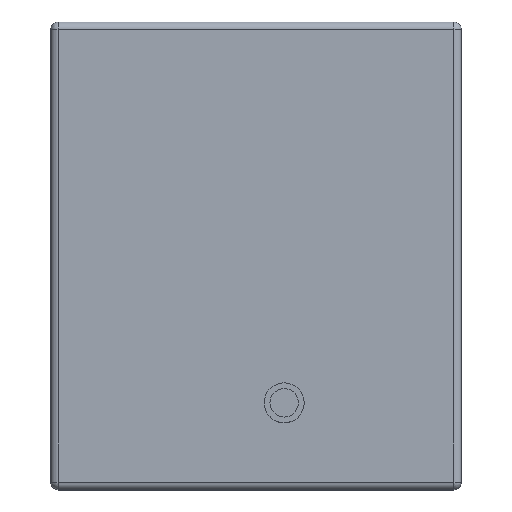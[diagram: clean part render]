
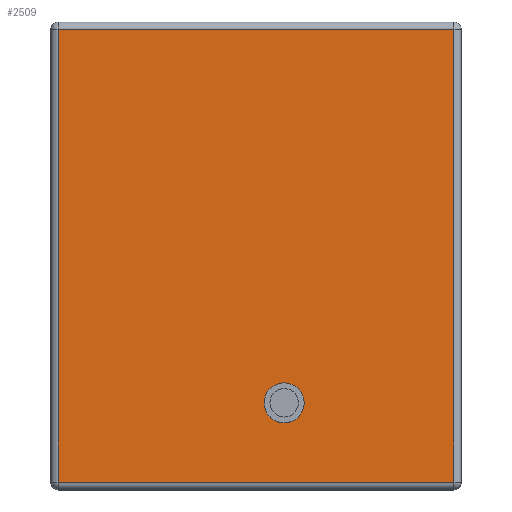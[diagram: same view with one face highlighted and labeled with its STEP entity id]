
A CAD part, top view. The second image highlights one B-rep face of the part: STEP entity #2509.
In plain terms, the highlighted planar face has unit normal (0, 0, 1).
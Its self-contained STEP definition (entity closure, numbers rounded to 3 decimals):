
#57=FACE_BOUND('',#438,.T.);
#105=PLANE('',#2784);
#262=FACE_OUTER_BOUND('',#437,.T.);
#437=EDGE_LOOP('',(#2128,#2129,#2130,#2131));
#438=EDGE_LOOP('',(#2132));
#620=LINE('',#4143,#841);
#624=LINE('',#4159,#845);
#626=LINE('',#4162,#847);
#628=LINE('',#4165,#849);
#841=VECTOR('',#3401,10.);
#845=VECTOR('',#3419,10.);
#847=VECTOR('',#3423,10.);
#849=VECTOR('',#3427,10.);
#1027=CIRCLE('',#2732,2.);
#1179=VERTEX_POINT('',#4007);
#1219=VERTEX_POINT('',#4105);
#1224=VERTEX_POINT('',#4118);
#1229=VERTEX_POINT('',#4131);
#1234=VERTEX_POINT('',#4147);
#1470=EDGE_CURVE('',#1179,#1179,#1027,.T.);
#1536=EDGE_CURVE('',#1219,#1229,#620,.T.);
#1544=EDGE_CURVE('',#1229,#1234,#624,.T.);
#1546=EDGE_CURVE('',#1234,#1224,#626,.T.);
#1548=EDGE_CURVE('',#1224,#1219,#628,.T.);
#2128=ORIENTED_EDGE('',*,*,#1536,.F.);
#2129=ORIENTED_EDGE('',*,*,#1548,.F.);
#2130=ORIENTED_EDGE('',*,*,#1546,.F.);
#2131=ORIENTED_EDGE('',*,*,#1544,.F.);
#2132=ORIENTED_EDGE('',*,*,#1470,.T.);
#2509=ADVANCED_FACE('',(#262,#57),#105,.T.);
#2732=AXIS2_PLACEMENT_3D('',#4008,#3278,#3279);
#2784=AXIS2_PLACEMENT_3D('',#4188,#3444,#3445);
#3278=DIRECTION('center_axis',(0.,0.,-1.));
#3279=DIRECTION('ref_axis',(-1.,0.,0.));
#3401=DIRECTION('',(0.,1.,0.));
#3419=DIRECTION('',(1.,0.,0.));
#3423=DIRECTION('',(0.,-1.,0.));
#3427=DIRECTION('',(-1.,0.,0.));
#3444=DIRECTION('center_axis',(0.,0.,1.));
#3445=DIRECTION('ref_axis',(1.,0.,0.));
#4007=CARTESIAN_POINT('',(5.763,-19.691,31.535));
#4008=CARTESIAN_POINT('Origin',(3.763,-19.691,31.535));
#4105=CARTESIAN_POINT('',(-26.459,-30.251,31.535));
#4118=CARTESIAN_POINT('',(26.458,-30.251,31.535));
#4131=CARTESIAN_POINT('',(-26.459,30.251,31.535));
#4143=CARTESIAN_POINT('',(-26.459,-15.626,31.535));
#4147=CARTESIAN_POINT('',(26.458,30.251,31.535));
#4159=CARTESIAN_POINT('',(-13.73,30.251,31.535));
#4162=CARTESIAN_POINT('',(26.458,15.626,31.535));
#4165=CARTESIAN_POINT('',(13.729,-30.251,31.535));
#4188=CARTESIAN_POINT('Origin',(0.,0.,31.535));
